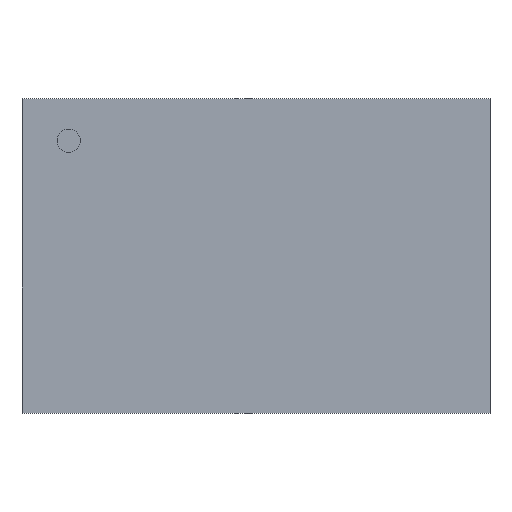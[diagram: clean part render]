
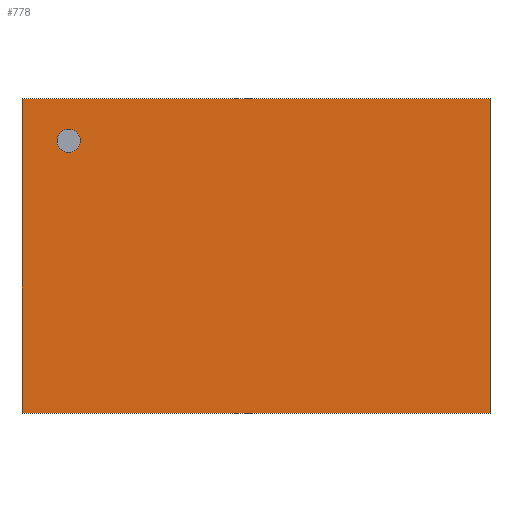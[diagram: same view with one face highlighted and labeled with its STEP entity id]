
A CAD part, top view. The second image highlights one B-rep face of the part: STEP entity #778.
In plain terms, the highlighted planar face has unit normal (0, 0, 1).
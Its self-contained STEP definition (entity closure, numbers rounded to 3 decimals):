
#657 = VERTEX_POINT('',#658);
#658 = CARTESIAN_POINT('',(1.525,-1.025,0.474));
#664 = EDGE_CURVE('',#665,#657,#667,.T.);
#665 = VERTEX_POINT('',#666);
#666 = CARTESIAN_POINT('',(-1.525,-1.025,0.474));
#667 = LINE('',#668,#669);
#668 = CARTESIAN_POINT('',(-1.525,-1.025,0.474));
#669 = VECTOR('',#670,1.);
#670 = DIRECTION('',(1.,0.,0.));
#695 = VERTEX_POINT('',#696);
#696 = CARTESIAN_POINT('',(1.525,1.025,0.474));
#702 = EDGE_CURVE('',#657,#695,#703,.T.);
#703 = LINE('',#704,#705);
#704 = CARTESIAN_POINT('',(1.525,-1.025,0.474));
#705 = VECTOR('',#706,1.);
#706 = DIRECTION('',(0.,1.,0.));
#726 = VERTEX_POINT('',#727);
#727 = CARTESIAN_POINT('',(-1.525,1.025,0.474));
#733 = EDGE_CURVE('',#695,#726,#734,.T.);
#734 = LINE('',#735,#736);
#735 = CARTESIAN_POINT('',(1.525,1.025,0.474));
#736 = VECTOR('',#737,1.);
#737 = DIRECTION('',(-1.,0.,0.));
#755 = EDGE_CURVE('',#726,#665,#756,.T.);
#756 = LINE('',#757,#758);
#757 = CARTESIAN_POINT('',(-1.525,1.025,0.474));
#758 = VECTOR('',#759,1.);
#759 = DIRECTION('',(0.,-1.,0.));
#778 = ADVANCED_FACE('',(#779),#785,.T.);
#779 = FACE_BOUND('',#780,.T.);
#780 = EDGE_LOOP('',(#781,#782,#783,#784));
#781 = ORIENTED_EDGE('',*,*,#664,.T.);
#782 = ORIENTED_EDGE('',*,*,#702,.T.);
#783 = ORIENTED_EDGE('',*,*,#733,.T.);
#784 = ORIENTED_EDGE('',*,*,#755,.T.);
#785 = PLANE('',#786);
#786 = AXIS2_PLACEMENT_3D('',#787,#788,#789);
#787 = CARTESIAN_POINT('',(-1.525,-1.025,0.474));
#788 = DIRECTION('',(0.,0.,1.));
#789 = DIRECTION('',(0.,1.,0.));
